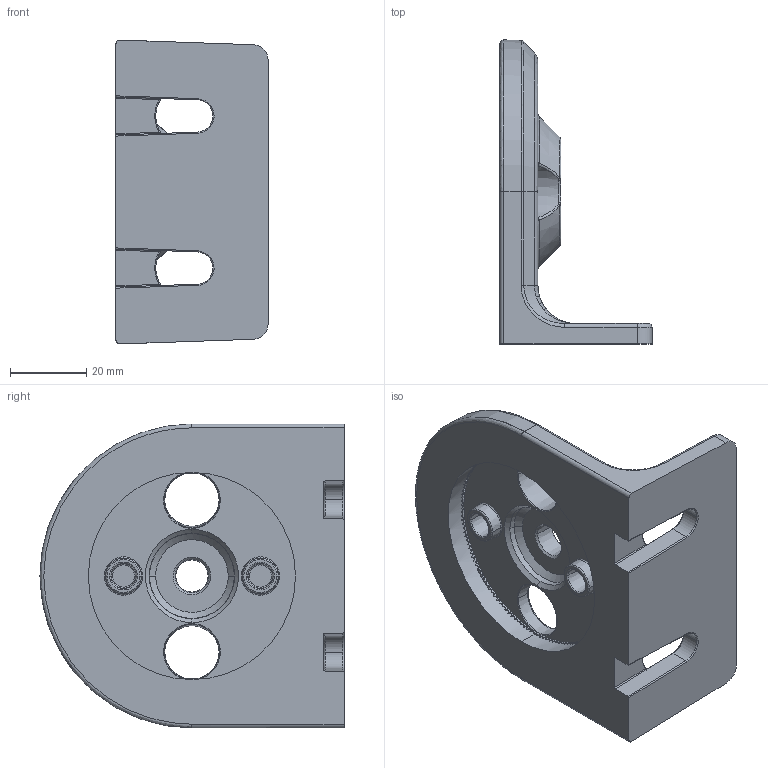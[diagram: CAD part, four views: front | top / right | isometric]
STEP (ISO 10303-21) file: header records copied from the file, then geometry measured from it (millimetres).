
FILE_DESCRIPTION (( 'STEP AP203' ), '1' );
FILE_NAME ('282652000_c_1.STEP', '2023-04-15T03:47:17', ( '' ), ( '' ), 'SwSTEP 2.0', 'SolidWorks 2014', '' );
FILE_SCHEMA (( 'CONFIG_CONTROL_DESIGN' ));
Length unit declared in the file: millimetre
Products named in the file (3): Winkelfeststellung Teil 05; Winkelfeststellung Teil 04; 282652000_c_1
Assembly tree (2 placements, depth 2):
  282652000_c_1
    Winkelfeststellung Teil 05
    Winkelfeststellung Teil 04
Bounding box: 40 x 79.96 x 79.93 mm (x, y, z)
Volume: 52998.2 mm3; surface area: 25310.7 mm2
Topology: 2 solids, 2 shells, 2490 faces, 7336 edges, 4846 vertices
Faces by surface type: plane 1878, cone 432, bspline 147, cylinder 33
Entity records: 91834 total; most frequent: CARTESIAN_POINT 32258, ORIENTED_EDGE 14648, DIRECTION 9658, EDGE_CURVE 7324, VERTEX_POINT 4846, AXIS2_PLACEMENT_3D 3537, B_SPLINE_CURVE_WITH_KNOTS 3001, LINE 2584
